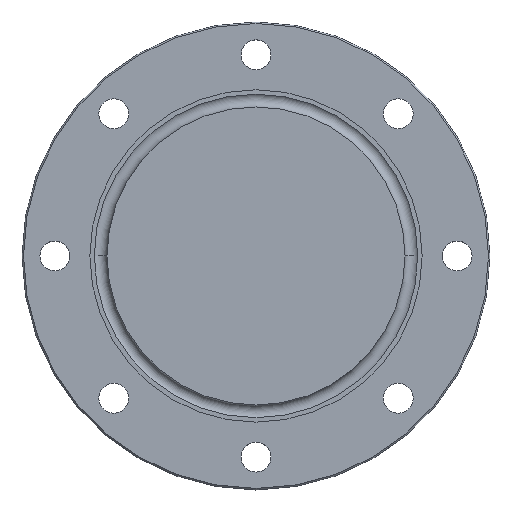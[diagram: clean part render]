
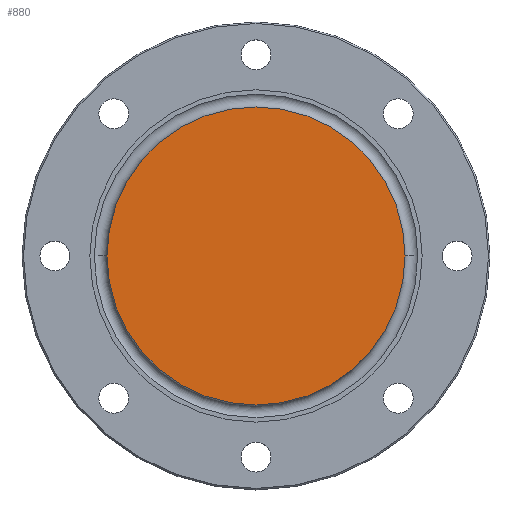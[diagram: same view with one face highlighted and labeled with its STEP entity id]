
A CAD part, top view. The second image highlights one B-rep face of the part: STEP entity #880.
In plain terms, the highlighted planar face has unit normal (0, 0, 1).
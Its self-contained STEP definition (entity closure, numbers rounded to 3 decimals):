
#12 = DIRECTION ( 'NONE',  ( 0., 0., 1. ) ) ;
#32 = DIRECTION ( 'NONE',  ( 1., 0., 0. ) ) ;
#83 = DIRECTION ( 'NONE',  ( 0., 0., -1. ) ) ;
#103 = CIRCLE ( 'NONE', #844, 50.009 ) ;
#132 = AXIS2_PLACEMENT_3D ( 'NONE', #724, #12, #188 ) ;
#177 = ORIENTED_EDGE ( 'NONE', *, *, #599, .T. ) ;
#188 = DIRECTION ( 'NONE',  ( 1., 0., 0. ) ) ;
#202 = ORIENTED_EDGE ( 'NONE', *, *, #223, .T. ) ;
#223 = EDGE_CURVE ( 'NONE', #701, #613, #580, .T. ) ;
#375 = DIRECTION ( 'NONE',  ( -1., 0., 0. ) ) ;
#442 = AXIS2_PLACEMENT_3D ( 'NONE', #798, #83, #375 ) ;
#531 = CARTESIAN_POINT ( 'NONE',  ( 50.009, 0., 13.5 ) ) ;
#543 = CARTESIAN_POINT ( 'NONE',  ( 0., 0., 13.5 ) ) ;
#567 = FACE_OUTER_BOUND ( 'NONE', #601, .T. ) ;
#578 = DIRECTION ( 'NONE',  ( 0., 0., 1. ) ) ;
#580 = CIRCLE ( 'NONE', #132, 50.009 ) ;
#599 = EDGE_CURVE ( 'NONE', #613, #701, #103, .T. ) ;
#601 = EDGE_LOOP ( 'NONE', ( #202, #177 ) ) ;
#613 = VERTEX_POINT ( 'NONE', #664 ) ;
#621 = PLANE ( 'NONE',  #442 ) ;
#664 = CARTESIAN_POINT ( 'NONE',  ( -50.009, 0., 13.5 ) ) ;
#701 = VERTEX_POINT ( 'NONE', #531 ) ;
#724 = CARTESIAN_POINT ( 'NONE',  ( 0., 0., 13.5 ) ) ;
#798 = CARTESIAN_POINT ( 'NONE',  ( 0., 50.009, 13.5 ) ) ;
#844 = AXIS2_PLACEMENT_3D ( 'NONE', #543, #578, #32 ) ;
#880 = ADVANCED_FACE ( 'NONE', ( #567 ), #621, .F. ) ;
